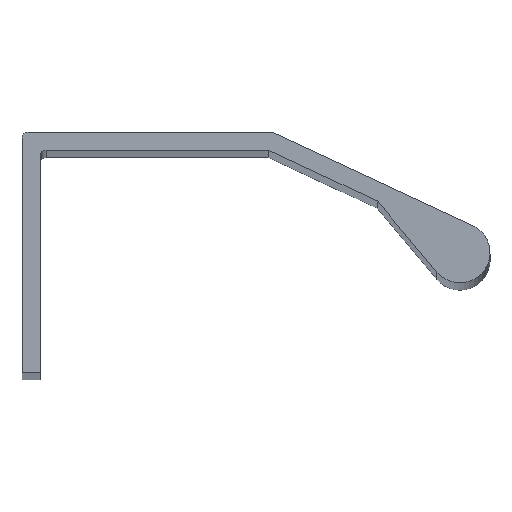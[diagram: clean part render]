
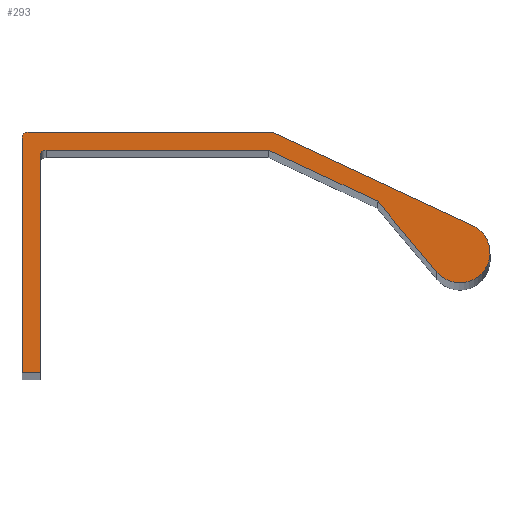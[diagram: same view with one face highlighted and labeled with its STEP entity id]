
A CAD part, top view. The second image highlights one B-rep face of the part: STEP entity #293.
In plain terms, the highlighted planar face has unit normal (0, 0, 1).
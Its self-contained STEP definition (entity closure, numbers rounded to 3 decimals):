
#28=PLANE('',#341);
#46=FACE_OUTER_BOUND('',#65,.T.);
#65=EDGE_LOOP('',(#266,#267,#268,#269,#270,#271,#272,#273,#274,#275,#276));
#71=LINE('',#449,#100);
#74=LINE('',#455,#103);
#78=LINE('',#467,#107);
#81=LINE('',#473,#110);
#84=LINE('',#479,#113);
#88=LINE('',#491,#117);
#91=LINE('',#497,#120);
#94=LINE('',#501,#123);
#100=VECTOR('',#369,10.);
#103=VECTOR('',#374,10.);
#107=VECTOR('',#386,10.);
#110=VECTOR('',#391,10.);
#113=VECTOR('',#396,10.);
#117=VECTOR('',#408,10.);
#120=VECTOR('',#413,10.);
#123=VECTOR('',#418,10.);
#129=CIRCLE('',#325,0.5);
#131=CIRCLE('',#330,2.5);
#133=CIRCLE('',#336,0.5);
#140=VERTEX_POINT('',#440);
#141=VERTEX_POINT('',#442);
#143=VERTEX_POINT('',#448);
#145=VERTEX_POINT('',#454);
#147=VERTEX_POINT('',#460);
#149=VERTEX_POINT('',#466);
#151=VERTEX_POINT('',#472);
#153=VERTEX_POINT('',#478);
#155=VERTEX_POINT('',#484);
#157=VERTEX_POINT('',#490);
#159=VERTEX_POINT('',#496);
#168=EDGE_CURVE('',#141,#140,#129,.T.);
#171=EDGE_CURVE('',#143,#141,#71,.T.);
#174=EDGE_CURVE('',#145,#143,#74,.T.);
#177=EDGE_CURVE('',#147,#145,#131,.T.);
#180=EDGE_CURVE('',#149,#147,#78,.T.);
#183=EDGE_CURVE('',#151,#149,#81,.T.);
#186=EDGE_CURVE('',#153,#151,#84,.T.);
#189=EDGE_CURVE('',#155,#153,#133,.T.);
#192=EDGE_CURVE('',#157,#155,#88,.T.);
#195=EDGE_CURVE('',#159,#157,#91,.T.);
#198=EDGE_CURVE('',#140,#159,#94,.T.);
#266=ORIENTED_EDGE('',*,*,#198,.T.);
#267=ORIENTED_EDGE('',*,*,#195,.T.);
#268=ORIENTED_EDGE('',*,*,#192,.T.);
#269=ORIENTED_EDGE('',*,*,#189,.T.);
#270=ORIENTED_EDGE('',*,*,#186,.T.);
#271=ORIENTED_EDGE('',*,*,#183,.T.);
#272=ORIENTED_EDGE('',*,*,#180,.T.);
#273=ORIENTED_EDGE('',*,*,#177,.T.);
#274=ORIENTED_EDGE('',*,*,#174,.T.);
#275=ORIENTED_EDGE('',*,*,#171,.T.);
#276=ORIENTED_EDGE('',*,*,#168,.T.);
#293=ADVANCED_FACE('',(#46),#28,.T.);
#325=AXIS2_PLACEMENT_3D('',#443,#363,#364);
#330=AXIS2_PLACEMENT_3D('',#461,#380,#381);
#336=AXIS2_PLACEMENT_3D('',#485,#402,#403);
#341=AXIS2_PLACEMENT_3D('',#503,#421,#422);
#363=DIRECTION('center_axis',(0.,0.,1.));
#364=DIRECTION('ref_axis',(0.,-1.,0.));
#369=DIRECTION('',(-1.,0.,0.));
#374=DIRECTION('',(-0.906,0.423,0.));
#380=DIRECTION('center_axis',(0.,0.,1.));
#381=DIRECTION('ref_axis',(0.766,0.643,0.));
#386=DIRECTION('',(0.643,-0.766,0.));
#391=DIRECTION('',(0.906,-0.423,0.));
#396=DIRECTION('',(1.,0.,0.));
#402=DIRECTION('center_axis',(0.,0.,-1.));
#403=DIRECTION('ref_axis',(0.,1.,0.));
#408=DIRECTION('',(0.,1.,0.));
#413=DIRECTION('',(1.,0.,0.));
#418=DIRECTION('',(0.,-1.,0.));
#421=DIRECTION('center_axis',(0.,0.,1.));
#422=DIRECTION('ref_axis',(1.,0.,0.));
#440=CARTESIAN_POINT('',(-10.666,9.75,350.));
#442=CARTESIAN_POINT('',(-10.166,10.25,350.));
#443=CARTESIAN_POINT('Origin',(-10.166,9.75,350.));
#448=CARTESIAN_POINT('',(10.166,10.25,350.));
#449=CARTESIAN_POINT('',(-10.166,10.25,350.));
#454=CARTESIAN_POINT('',(26.836,2.477,350.));
#455=CARTESIAN_POINT('',(10.166,10.25,350.));
#460=CARTESIAN_POINT('',(23.864,-1.396,350.));
#461=CARTESIAN_POINT('Origin',(25.779,0.211,350.));
#466=CARTESIAN_POINT('',(18.897,4.524,350.));
#467=CARTESIAN_POINT('',(23.864,-1.396,350.));
#472=CARTESIAN_POINT('',(9.834,8.75,350.));
#473=CARTESIAN_POINT('',(18.897,4.524,350.));
#478=CARTESIAN_POINT('',(-8.666,8.75,350.));
#479=CARTESIAN_POINT('',(9.834,8.75,350.));
#484=CARTESIAN_POINT('',(-9.166,8.25,350.));
#485=CARTESIAN_POINT('Origin',(-8.666,8.25,350.));
#490=CARTESIAN_POINT('',(-9.166,-9.75,350.));
#491=CARTESIAN_POINT('',(-9.166,8.25,350.));
#496=CARTESIAN_POINT('',(-10.666,-9.75,350.));
#497=CARTESIAN_POINT('',(-9.166,-9.75,350.));
#501=CARTESIAN_POINT('',(-10.666,-9.75,350.));
#503=CARTESIAN_POINT('Origin',(3.618,4.469,350.));
